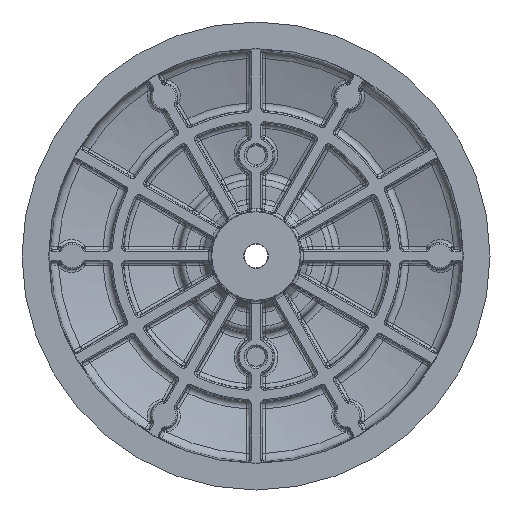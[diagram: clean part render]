
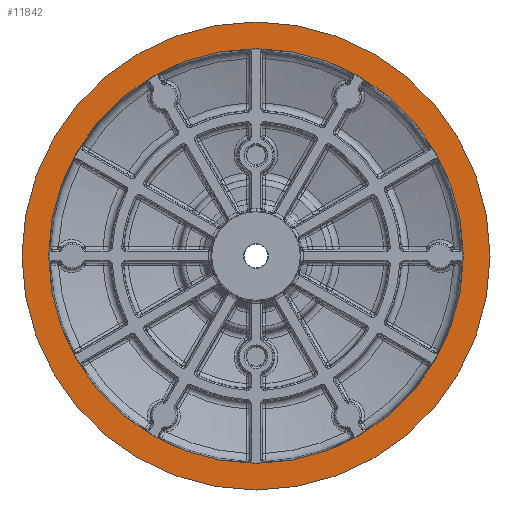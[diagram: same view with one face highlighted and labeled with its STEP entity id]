
A CAD part, front view. The second image highlights one B-rep face of the part: STEP entity #11842.
In plain terms, the highlighted planar face has unit normal (0, -1, 0).
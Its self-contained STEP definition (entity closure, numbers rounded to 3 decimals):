
#3382 = EDGE_CURVE ( 'NONE', #39457, #6045, #10647, .T. ) ;
#5638 = AXIS2_PLACEMENT_3D ( 'NONE', #10089, #9898, #8585 ) ;
#6045 = VERTEX_POINT ( 'NONE', #32580 ) ;
#7029 = EDGE_LOOP ( 'NONE', ( #11683, #10945 ) ) ;
#8585 = DIRECTION ( 'NONE',  ( 0., 0., 1. ) ) ;
#8632 = PLANE ( 'NONE',  #5638 ) ;
#9849 = CARTESIAN_POINT ( 'NONE',  ( 0., 0., -39.697 ) ) ;
#9898 = DIRECTION ( 'NONE',  ( 0., 1., 0. ) ) ;
#10089 = CARTESIAN_POINT ( 'NONE',  ( -7.506, 0., 0. ) ) ;
#10233 = AXIS2_PLACEMENT_3D ( 'NONE', #23372, #23323, #23234 ) ;
#10258 = CARTESIAN_POINT ( 'NONE',  ( 0., 0., 0. ) ) ;
#10490 = ORIENTED_EDGE ( 'NONE', *, *, #3382, .F. ) ;
#10647 = CIRCLE ( 'NONE', #10233, 35.175 ) ;
#10870 = ORIENTED_EDGE ( 'NONE', *, *, #17482, .F. ) ;
#10945 = ORIENTED_EDGE ( 'NONE', *, *, #17435, .T. ) ;
#11683 = ORIENTED_EDGE ( 'NONE', *, *, #27460, .T. ) ;
#11842 = ADVANCED_FACE ( 'NONE', ( #33596, #16796 ), #8632, .F. ) ;
#12322 = VERTEX_POINT ( 'NONE', #35541 ) ;
#13567 = DIRECTION ( 'NONE',  ( 0., 0., -1. ) ) ;
#13636 = VERTEX_POINT ( 'NONE', #9849 ) ;
#16594 = AXIS2_PLACEMENT_3D ( 'NONE', #24502, #24384, #24067 ) ;
#16796 = FACE_BOUND ( 'NONE', #30866, .T. ) ;
#17435 = EDGE_CURVE ( 'NONE', #12322, #13636, #28930, .T. ) ;
#17482 = EDGE_CURVE ( 'NONE', #6045, #39457, #27890, .T. ) ;
#19947 = DIRECTION ( 'NONE',  ( 0., 0., -1. ) ) ;
#20040 = DIRECTION ( 'NONE',  ( 0., -1., 0. ) ) ;
#20091 = CARTESIAN_POINT ( 'NONE',  ( 0., 0., 0. ) ) ;
#23234 = DIRECTION ( 'NONE',  ( 0., 0., -1. ) ) ;
#23323 = DIRECTION ( 'NONE',  ( 0., -1., 0. ) ) ;
#23372 = CARTESIAN_POINT ( 'NONE',  ( 0., 0., 0. ) ) ;
#24067 = DIRECTION ( 'NONE',  ( 0., 0., -1. ) ) ;
#24384 = DIRECTION ( 'NONE',  ( 0., -1., 0. ) ) ;
#24502 = CARTESIAN_POINT ( 'NONE',  ( 0., 0., 0. ) ) ;
#24902 = CARTESIAN_POINT ( 'NONE',  ( 0., 0., 35.175 ) ) ;
#27460 = EDGE_CURVE ( 'NONE', #13636, #12322, #33373, .T. ) ;
#27890 = CIRCLE ( 'NONE', #29313, 35.175 ) ;
#28930 = CIRCLE ( 'NONE', #16594, 39.697 ) ;
#29313 = AXIS2_PLACEMENT_3D ( 'NONE', #20091, #20040, #19947 ) ;
#30866 = EDGE_LOOP ( 'NONE', ( #10870, #10490 ) ) ;
#32580 = CARTESIAN_POINT ( 'NONE',  ( 0., 0., -35.175 ) ) ;
#32620 = DIRECTION ( 'NONE',  ( 0., -1., 0. ) ) ;
#33373 = CIRCLE ( 'NONE', #41105, 39.697 ) ;
#33596 = FACE_OUTER_BOUND ( 'NONE', #7029, .T. ) ;
#35541 = CARTESIAN_POINT ( 'NONE',  ( 0., 0., 39.697 ) ) ;
#39457 = VERTEX_POINT ( 'NONE', #24902 ) ;
#41105 = AXIS2_PLACEMENT_3D ( 'NONE', #10258, #32620, #13567 ) ;
